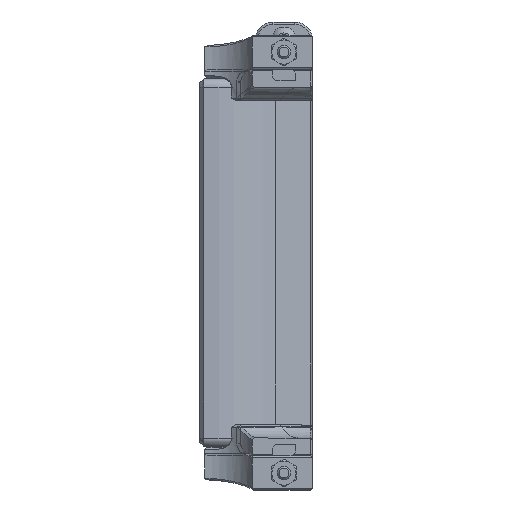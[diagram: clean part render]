
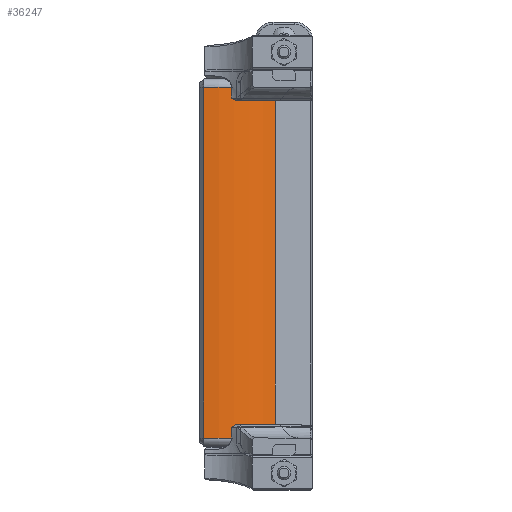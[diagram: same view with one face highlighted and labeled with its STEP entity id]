
A CAD part, top view. The second image highlights one B-rep face of the part: STEP entity #36247.
In plain terms, the highlighted cylindrical face has radius 23.763 mm (diameter 47.526 mm), a partial arc.
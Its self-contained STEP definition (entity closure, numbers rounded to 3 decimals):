
#1885=CYLINDRICAL_SURFACE('',#38560,23.763);
#2386=CIRCLE('',#38559,23.763);
#2387=CIRCLE('',#38561,23.763);
#3985=FACE_OUTER_BOUND('',#6185,.T.);
#6185=EDGE_LOOP('',(#24870,#24871,#24872,#24873));
#8671=LINE('',#53033,#12000);
#8718=LINE('',#53474,#12047);
#12000=VECTOR('',#42495,10.);
#12047=VECTOR('',#42690,10.);
#15248=VERTEX_POINT('',#53018);
#15250=VERTEX_POINT('',#53032);
#15316=VERTEX_POINT('',#53467);
#15317=VERTEX_POINT('',#53473);
#18809=EDGE_CURVE('',#15248,#15250,#8671,.T.);
#18913=EDGE_CURVE('',#15316,#15248,#2386,.T.);
#18914=EDGE_CURVE('',#15317,#15316,#8718,.T.);
#18915=EDGE_CURVE('',#15250,#15317,#2387,.T.);
#24870=ORIENTED_EDGE('',*,*,#18809,.F.);
#24871=ORIENTED_EDGE('',*,*,#18913,.F.);
#24872=ORIENTED_EDGE('',*,*,#18914,.F.);
#24873=ORIENTED_EDGE('',*,*,#18915,.F.);
#36247=ADVANCED_FACE('',(#3985),#1885,.T.);
#38559=AXIS2_PLACEMENT_3D('',#53471,#42686,#42687);
#38560=AXIS2_PLACEMENT_3D('',#53472,#42688,#42689);
#38561=AXIS2_PLACEMENT_3D('',#53475,#42691,#42692);
#42495=DIRECTION('',(0.,1.,0.));
#42686=DIRECTION('center_axis',(0.,-1.,0.));
#42687=DIRECTION('ref_axis',(0.301,0.,0.954));
#42688=DIRECTION('center_axis',(0.,-1.,0.));
#42689=DIRECTION('ref_axis',(0.643,0.,0.766));
#42690=DIRECTION('',(0.,-1.,0.));
#42691=DIRECTION('center_axis',(0.,1.,0.));
#42692=DIRECTION('ref_axis',(0.301,0.,0.954));
#53018=CARTESIAN_POINT('',(89.165,-71.85,229.176));
#53032=CARTESIAN_POINT('',(89.165,8.15,229.176));
#53033=CARTESIAN_POINT('',(89.165,-31.85,229.176));
#53467=CARTESIAN_POINT('',(105.513,-71.85,223.64));
#53471=CARTESIAN_POINT('Origin',(90.239,-71.85,205.437));
#53472=CARTESIAN_POINT('Origin',(90.239,-31.85,205.437));
#53473=CARTESIAN_POINT('',(105.513,8.15,223.64));
#53474=CARTESIAN_POINT('',(105.513,-31.85,223.64));
#53475=CARTESIAN_POINT('Origin',(90.239,8.15,205.437));
